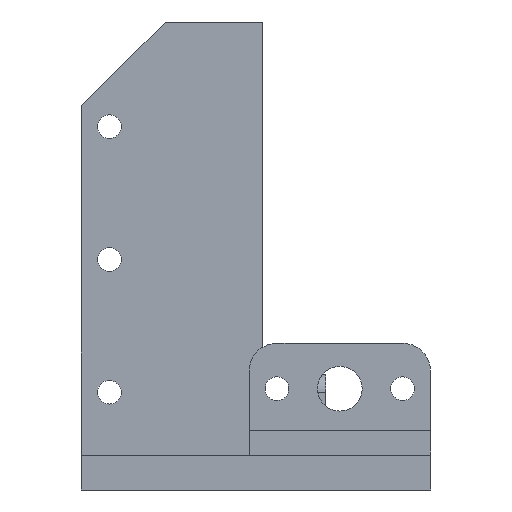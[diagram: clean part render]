
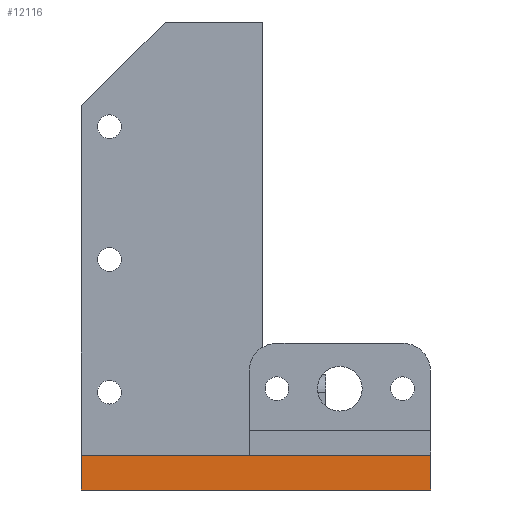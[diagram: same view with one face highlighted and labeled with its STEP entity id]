
A CAD part, front view. The second image highlights one B-rep face of the part: STEP entity #12116.
In plain terms, the highlighted planar face has unit normal (0, -1, 0).
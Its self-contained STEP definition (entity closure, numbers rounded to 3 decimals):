
#100 = PLANE('',#101);
#101 = AXIS2_PLACEMENT_3D('',#102,#103,#104);
#102 = CARTESIAN_POINT('',(109.,1.571,-2.947));
#103 = DIRECTION('',(-1.,0.,0.));
#104 = DIRECTION('',(0.,0.,1.));
#128 = PLANE('',#129);
#129 = AXIS2_PLACEMENT_3D('',#130,#131,#132);
#130 = CARTESIAN_POINT('',(133.926,-42.874,-13.5));
#131 = DIRECTION('',(0.,0.,1.));
#132 = DIRECTION('',(-1.,0.,0.));
#514 = PLANE('',#515);
#515 = AXIS2_PLACEMENT_3D('',#516,#517,#518);
#516 = CARTESIAN_POINT('',(159.,4.023,-15.032));
#517 = DIRECTION('',(1.,0.,0.));
#518 = DIRECTION('',(0.,0.,-1.));
#1548 = PLANE('',#1549);
#1549 = AXIS2_PLACEMENT_3D('',#1550,#1551,#1552);
#1550 = CARTESIAN_POINT('',(134.,11.365,-18.5));
#1551 = DIRECTION('',(0.,0.,-1.));
#1552 = DIRECTION('',(1.,0.,0.));
#11811 = VERTEX_POINT('',#11812);
#11812 = CARTESIAN_POINT('',(109.,-53.,-13.5));
#11839 = VERTEX_POINT('',#11840);
#11840 = CARTESIAN_POINT('',(159.,-53.,-13.5));
#11861 = EDGE_CURVE('',#11811,#11839,#11862,.T.);
#11862 = SURFACE_CURVE('',#11863,(#11867,#11874),.PCURVE_S1.);
#11863 = LINE('',#11864,#11865);
#11864 = CARTESIAN_POINT('',(109.,-53.,-13.5));
#11865 = VECTOR('',#11866,1.);
#11866 = DIRECTION('',(1.,0.,0.));
#11867 = PCURVE('',#128,#11868);
#11868 = DEFINITIONAL_REPRESENTATION('',(#11869),#11873);
#11869 = LINE('',#11870,#11871);
#11870 = CARTESIAN_POINT('',(24.926,10.126));
#11871 = VECTOR('',#11872,1.);
#11872 = DIRECTION('',(-1.,0.));
#11873 = ( GEOMETRIC_REPRESENTATION_CONTEXT(2) 
PARAMETRIC_REPRESENTATION_CONTEXT() REPRESENTATION_CONTEXT('2D SPACE',''
  ) );
#11874 = PCURVE('',#11875,#11880);
#11875 = PLANE('',#11876);
#11876 = AXIS2_PLACEMENT_3D('',#11877,#11878,#11879);
#11877 = CARTESIAN_POINT('',(109.,-53.,-13.5));
#11878 = DIRECTION('',(0.,1.,0.));
#11879 = DIRECTION('',(0.,0.,1.));
#11880 = DEFINITIONAL_REPRESENTATION('',(#11881),#11885);
#11881 = LINE('',#11882,#11883);
#11882 = CARTESIAN_POINT('',(0.,0.));
#11883 = VECTOR('',#11884,1.);
#11884 = DIRECTION('',(0.,1.));
#11885 = ( GEOMETRIC_REPRESENTATION_CONTEXT(2) 
PARAMETRIC_REPRESENTATION_CONTEXT() REPRESENTATION_CONTEXT('2D SPACE',''
  ) );
#12116 = ADVANCED_FACE('',(#12117),#11875,.F.);
#12117 = FACE_BOUND('',#12118,.T.);
#12118 = EDGE_LOOP('',(#12119,#12120,#12143,#12166));
#12119 = ORIENTED_EDGE('',*,*,#11861,.F.);
#12120 = ORIENTED_EDGE('',*,*,#12121,.T.);
#12121 = EDGE_CURVE('',#11811,#12122,#12124,.T.);
#12122 = VERTEX_POINT('',#12123);
#12123 = CARTESIAN_POINT('',(109.,-53.,-18.5));
#12124 = SURFACE_CURVE('',#12125,(#12129,#12136),.PCURVE_S1.);
#12125 = LINE('',#12126,#12127);
#12126 = CARTESIAN_POINT('',(109.,-53.,-13.5));
#12127 = VECTOR('',#12128,1.);
#12128 = DIRECTION('',(0.,0.,-1.));
#12129 = PCURVE('',#11875,#12130);
#12130 = DEFINITIONAL_REPRESENTATION('',(#12131),#12135);
#12131 = LINE('',#12132,#12133);
#12132 = CARTESIAN_POINT('',(0.,0.));
#12133 = VECTOR('',#12134,1.);
#12134 = DIRECTION('',(-1.,0.));
#12135 = ( GEOMETRIC_REPRESENTATION_CONTEXT(2) 
PARAMETRIC_REPRESENTATION_CONTEXT() REPRESENTATION_CONTEXT('2D SPACE',''
  ) );
#12136 = PCURVE('',#100,#12137);
#12137 = DEFINITIONAL_REPRESENTATION('',(#12138),#12142);
#12138 = LINE('',#12139,#12140);
#12139 = CARTESIAN_POINT('',(-10.553,-54.571));
#12140 = VECTOR('',#12141,1.);
#12141 = DIRECTION('',(-1.,0.));
#12142 = ( GEOMETRIC_REPRESENTATION_CONTEXT(2) 
PARAMETRIC_REPRESENTATION_CONTEXT() REPRESENTATION_CONTEXT('2D SPACE',''
  ) );
#12143 = ORIENTED_EDGE('',*,*,#12144,.T.);
#12144 = EDGE_CURVE('',#12122,#12145,#12147,.T.);
#12145 = VERTEX_POINT('',#12146);
#12146 = CARTESIAN_POINT('',(159.,-53.,-18.5));
#12147 = SURFACE_CURVE('',#12148,(#12152,#12159),.PCURVE_S1.);
#12148 = LINE('',#12149,#12150);
#12149 = CARTESIAN_POINT('',(109.,-53.,-18.5));
#12150 = VECTOR('',#12151,1.);
#12151 = DIRECTION('',(1.,0.,0.));
#12152 = PCURVE('',#11875,#12153);
#12153 = DEFINITIONAL_REPRESENTATION('',(#12154),#12158);
#12154 = LINE('',#12155,#12156);
#12155 = CARTESIAN_POINT('',(-5.,0.));
#12156 = VECTOR('',#12157,1.);
#12157 = DIRECTION('',(0.,1.));
#12158 = ( GEOMETRIC_REPRESENTATION_CONTEXT(2) 
PARAMETRIC_REPRESENTATION_CONTEXT() REPRESENTATION_CONTEXT('2D SPACE',''
  ) );
#12159 = PCURVE('',#1548,#12160);
#12160 = DEFINITIONAL_REPRESENTATION('',(#12161),#12165);
#12161 = LINE('',#12162,#12163);
#12162 = CARTESIAN_POINT('',(-25.,64.365));
#12163 = VECTOR('',#12164,1.);
#12164 = DIRECTION('',(1.,0.));
#12165 = ( GEOMETRIC_REPRESENTATION_CONTEXT(2) 
PARAMETRIC_REPRESENTATION_CONTEXT() REPRESENTATION_CONTEXT('2D SPACE',''
  ) );
#12166 = ORIENTED_EDGE('',*,*,#12167,.F.);
#12167 = EDGE_CURVE('',#11839,#12145,#12168,.T.);
#12168 = SURFACE_CURVE('',#12169,(#12173,#12180),.PCURVE_S1.);
#12169 = LINE('',#12170,#12171);
#12170 = CARTESIAN_POINT('',(159.,-53.,-13.5));
#12171 = VECTOR('',#12172,1.);
#12172 = DIRECTION('',(0.,0.,-1.));
#12173 = PCURVE('',#11875,#12174);
#12174 = DEFINITIONAL_REPRESENTATION('',(#12175),#12179);
#12175 = LINE('',#12176,#12177);
#12176 = CARTESIAN_POINT('',(0.,50.));
#12177 = VECTOR('',#12178,1.);
#12178 = DIRECTION('',(-1.,0.));
#12179 = ( GEOMETRIC_REPRESENTATION_CONTEXT(2) 
PARAMETRIC_REPRESENTATION_CONTEXT() REPRESENTATION_CONTEXT('2D SPACE',''
  ) );
#12180 = PCURVE('',#514,#12181);
#12181 = DEFINITIONAL_REPRESENTATION('',(#12182),#12186);
#12182 = LINE('',#12183,#12184);
#12183 = CARTESIAN_POINT('',(-1.532,-57.023));
#12184 = VECTOR('',#12185,1.);
#12185 = DIRECTION('',(1.,0.));
#12186 = ( GEOMETRIC_REPRESENTATION_CONTEXT(2) 
PARAMETRIC_REPRESENTATION_CONTEXT() REPRESENTATION_CONTEXT('2D SPACE',''
  ) );
